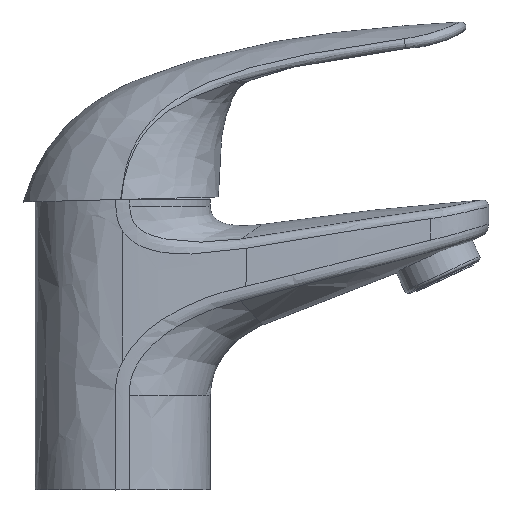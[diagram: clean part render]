
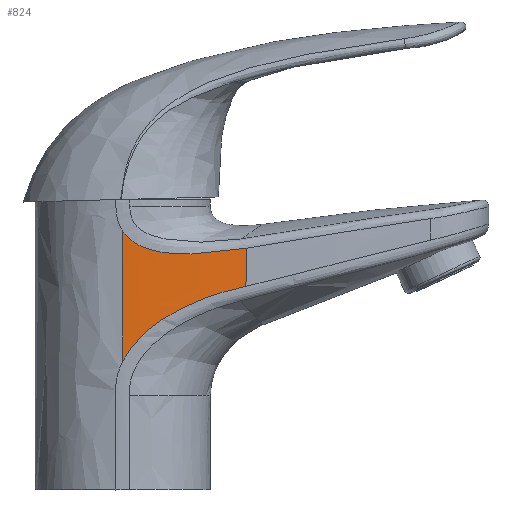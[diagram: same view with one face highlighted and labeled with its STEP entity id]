
A CAD part, front view. The second image highlights one B-rep face of the part: STEP entity #824.
In plain terms, the highlighted free-form (B-spline) face has degree [3, 3] with [4, 4] control points.
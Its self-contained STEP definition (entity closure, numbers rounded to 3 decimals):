
#254=ORIENTED_EDGE('',*,*,#371,.F.);
#255=ORIENTED_EDGE('',*,*,#366,.F.);
#256=ORIENTED_EDGE('',*,*,#370,.T.);
#257=ORIENTED_EDGE('',*,*,#363,.F.);
#363=EDGE_CURVE('',#436,#437,#529,.F.);
#366=EDGE_CURVE('',#438,#439,#532,.F.);
#370=EDGE_CURVE('',#438,#437,#536,.T.);
#371=EDGE_CURVE('',#439,#436,#537,.F.);
#436=VERTEX_POINT('',#9803);
#437=VERTEX_POINT('',#9813);
#438=VERTEX_POINT('',#11480);
#439=VERTEX_POINT('',#11490);
#529=B_SPLINE_CURVE_WITH_KNOTS('',3,(#9804,#9805,#9806,#9807,#9808,#9809,
#9810,#9811,#9812),.UNSPECIFIED.,.F.,.F.,(4,1,1,1,1,1,4),(0.,
0.25,0.5,0.625,0.75,
0.875,1.),.UNSPECIFIED.);
#532=B_SPLINE_CURVE_WITH_KNOTS('',3,(#11481,#11482,#11483,#11484,#11485,
#11486,#11487,#11488,#11489),.UNSPECIFIED.,.F.,.F.,(4,1,1,1,1,1,4),(0.,
0.25,0.5,0.625,0.75,0.875,1.),.UNSPECIFIED.);
#536=B_SPLINE_CURVE_WITH_KNOTS('',3,(#11611,#11612,#11613,#11614),
 .UNSPECIFIED.,.F.,.F.,(4,4),(0.132,0.819),
 .UNSPECIFIED.);
#537=B_SPLINE_CURVE_WITH_KNOTS('',3,(#11631,#11632,#11633,#11634),
 .UNSPECIFIED.,.F.,.F.,(4,4),(0.,1.),.PIECEWISE_BEZIER_KNOTS.);
#587=EDGE_LOOP('',(#254,#255,#256,#257));
#639=FACE_BOUND('',#587,.T.);
#673=B_SPLINE_SURFACE_WITH_KNOTS('',3,3,((#11615,#11616,#11617,#11618),
(#11619,#11620,#11621,#11622),(#11623,#11624,#11625,#11626),(#11627,#11628,
#11629,#11630)),.UNSPECIFIED.,.F.,.F.,.F.,(4,4),(4,4),(0.177,
0.872),(0.,1.),.PIECEWISE_BEZIER_KNOTS.);
#824=ADVANCED_FACE('',(#639),#673,.F.);
#9803=CARTESIAN_POINT('',(35.119,-22.933,58.127));
#9804=CARTESIAN_POINT('',(0.,-25.,36.779));
#9805=CARTESIAN_POINT('',(1.592,-25.002,39.908));
#9806=CARTESIAN_POINT('',(6.193,-24.891,45.417));
#9807=CARTESIAN_POINT('',(13.602,-24.471,50.392));
#9808=CARTESIAN_POINT('',(19.991,-24.041,53.474));
#9809=CARTESIAN_POINT('',(24.945,-23.686,55.381));
#9810=CARTESIAN_POINT('',(30.005,-23.312,56.92));
#9811=CARTESIAN_POINT('',(33.421,-23.058,57.71));
#9812=CARTESIAN_POINT('',(35.119,-22.933,58.127));
#9813=CARTESIAN_POINT('',(0.,-25.,36.779));
#11480=CARTESIAN_POINT('',(0.,-25.,73.874));
#11481=CARTESIAN_POINT('',(35.317,-22.918,69.016));
#11482=CARTESIAN_POINT('',(32.411,-23.132,68.541));
#11483=CARTESIAN_POINT('',(26.544,-23.572,67.713));
#11484=CARTESIAN_POINT('',(18.966,-24.118,67.227));
#11485=CARTESIAN_POINT('',(12.739,-24.516,67.562));
#11486=CARTESIAN_POINT('',(8.036,-24.777,68.395));
#11487=CARTESIAN_POINT('',(3.456,-24.964,70.215));
#11488=CARTESIAN_POINT('',(0.936,-25.,72.49));
#11489=CARTESIAN_POINT('',(0.,-25.,73.874));
#11490=CARTESIAN_POINT('',(35.317,-22.918,69.016));
#11611=CARTESIAN_POINT('',(0.,-25.001,73.874));
#11612=CARTESIAN_POINT('',(0.,-25.001,61.509));
#11613=CARTESIAN_POINT('',(0.,-25.,49.144));
#11614=CARTESIAN_POINT('',(0.,-25.,36.779));
#11615=CARTESIAN_POINT('',(0.,-25.,36.557));
#11616=CARTESIAN_POINT('',(8.109,-25.,42.039));
#11617=CARTESIAN_POINT('',(22.452,-23.865,51.328));
#11618=CARTESIAN_POINT('',(35.192,-22.927,56.221));
#11619=CARTESIAN_POINT('',(0.,-25.,49.07));
#11620=CARTESIAN_POINT('',(8.11,-25.,52.257));
#11621=CARTESIAN_POINT('',(22.439,-23.866,57.872));
#11622=CARTESIAN_POINT('',(34.928,-22.947,62.321));
#11623=CARTESIAN_POINT('',(0.,-25.,61.584));
#11624=CARTESIAN_POINT('',(8.111,-25.,62.473));
#11625=CARTESIAN_POINT('',(22.458,-23.865,64.221));
#11626=CARTESIAN_POINT('',(35.003,-22.941,66.13));
#11627=CARTESIAN_POINT('',(0.,-25.,74.097));
#11628=CARTESIAN_POINT('',(8.11,-25.,72.69));
#11629=CARTESIAN_POINT('',(22.569,-23.857,71.09));
#11630=CARTESIAN_POINT('',(35.584,-22.898,72.059));
#11631=CARTESIAN_POINT('',(35.457,-22.908,51.043));
#11632=CARTESIAN_POINT('',(34.844,-22.953,61.909));
#11633=CARTESIAN_POINT('',(34.845,-22.953,65.708));
#11634=CARTESIAN_POINT('',(35.957,-22.871,75.572));
